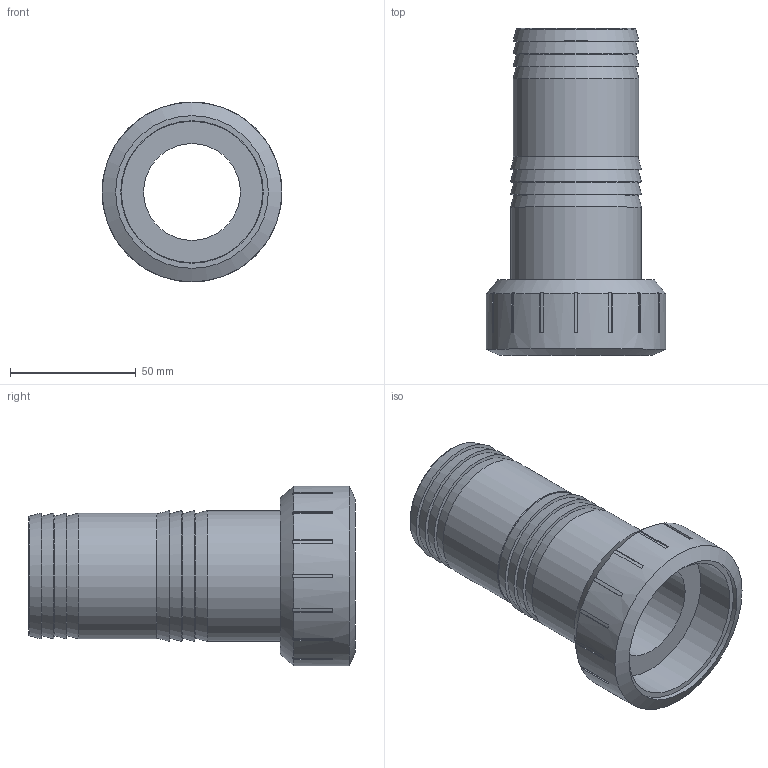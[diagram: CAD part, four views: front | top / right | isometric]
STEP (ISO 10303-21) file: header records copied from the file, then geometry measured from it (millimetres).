
FILE_DESCRIPTION(/* description */ (''),/* implementation_level */ '2;1');
FILE_NAME(/* name */ 'ADV200050052.iam.stp',/* time_stamp */ '2013-10-01T14:58:22+02:00',/* author */ ('bfaro'),/* organization */ (''),/* preprocessor_version */ 'ST-DEVELOPER v15.2',/* originating_system */ 'Autodesk Inventor 2014',/* authorisation */ '');
FILE_SCHEMA (('AUTOMOTIVE_DESIGN { 1 0 10303 214 3 1 1 }'));
Length unit declared in the file: millimetre
Products named in the file (3): 101636_1; 101728; ADV200050052
Bounding box: 71.5 x 130 x 71.5 mm (x, y, z)
Volume: 138876 mm3; surface area: 49624.4 mm2
Topology: 2 solids, 2 shells, 98 faces, 254 edges, 163 vertices
Faces by surface type: plane 55, cylinder 24, cone 16, torus 3
Full cylindrical faces by diameter (mm): 38.5 x1, 50 x1, 52 x1, 53.1 x1, 56.2 x1, 56.656 x1, 60.7 x1, 71.5 x1
Entity records: 2886 total; most frequent: CARTESIAN_POINT 553, DIRECTION 496, ORIENTED_EDGE 450, EDGE_CURVE 225, AXIS2_PLACEMENT_3D 200, VERTEX_POINT 161, EDGE_LOOP 132, ADVANCED_FACE 98
